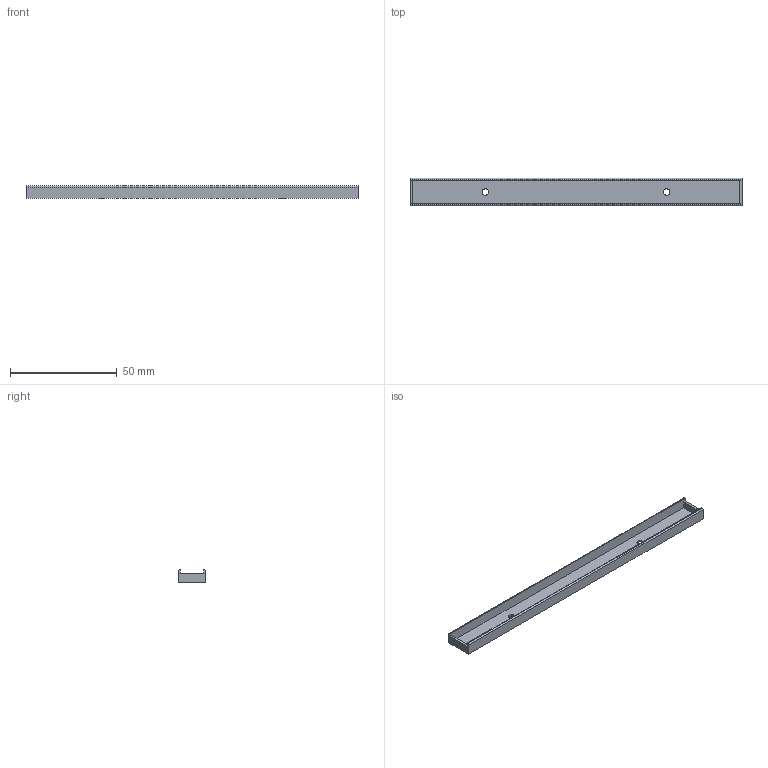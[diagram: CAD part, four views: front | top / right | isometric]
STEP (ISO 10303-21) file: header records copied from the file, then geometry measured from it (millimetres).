
FILE_DESCRIPTION(/* description */ (''),/* implementation_level */ '2;1');
FILE_NAME(/* name */ 'Rainbow on a matchstick - 158mm v6.step',/* time_stamp */ '2023-12-08T12:25:07+01:00',/* author */ (''),/* organization */ (''),/* preprocessor_version */ 'ST-DEVELOPER v20',/* originating_system */ 'Autodesk Translation Framework v12.14.0.127',/* authorisation */ '');
FILE_SCHEMA (('AUTOMOTIVE_DESIGN { 1 0 10303 214 3 1 1 }'));
Length unit declared in the file: millimetre
Products named in the file (2): Rainbow on a matchstick - 158mm; Holder
Assembly tree (1 placements, depth 2):
  Rainbow on a matchstick - 158mm
    Holder
Bounding box: 155.6 x 13 x 5.8 mm (x, y, z)
Volume: 3186.7 mm3; surface area: 7461.6 mm2
Topology: 1 solids, 1 shells, 18 faces, 48 edges, 32 vertices
Faces by surface type: plane 14, bspline 2, cylinder 2
Full cylindrical faces by diameter (mm): 3 x2
Entity records: 749 total; most frequent: CARTESIAN_POINT 255, ORIENTED_EDGE 96, DIRECTION 82, EDGE_CURVE 48, LINE 36, VECTOR 36, VERTEX_POINT 32, AXIS2_PLACEMENT_3D 23
